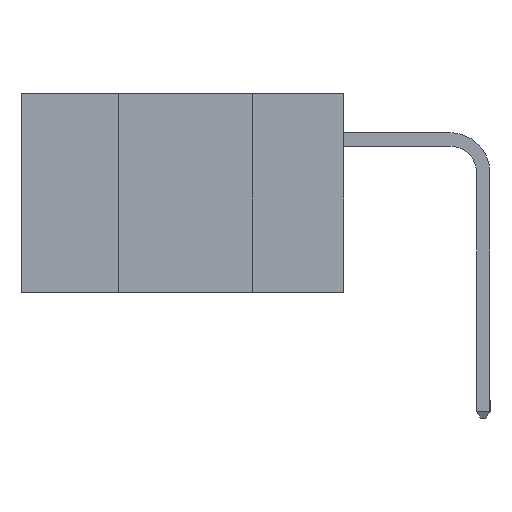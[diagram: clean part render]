
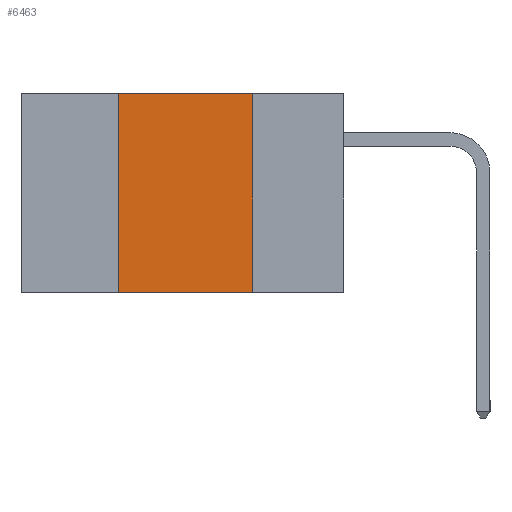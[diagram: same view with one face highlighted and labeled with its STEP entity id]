
A CAD part, left-side view. The second image highlights one B-rep face of the part: STEP entity #6463.
In plain terms, the highlighted planar face has unit normal (-1, 0, 0).
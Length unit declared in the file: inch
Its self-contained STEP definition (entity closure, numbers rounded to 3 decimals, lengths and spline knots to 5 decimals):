
#93 = ORIENTED_EDGE ( 'NONE', *, *, #134, .T. ) ;
#105 = VERTEX_POINT ( 'NONE', #742 ) ;
#134 = EDGE_CURVE ( 'NONE', #5949, #105, #497, .T. ) ;
#149 = CARTESIAN_POINT ( 'NONE',  ( 0., 0.42, -0.37 ) ) ;
#207 = ORIENTED_EDGE ( 'NONE', *, *, #2560, .F. ) ;
#319 = VECTOR ( 'NONE', #700, 39.37008 ) ;
#497 = LINE ( 'NONE', #2278, #2902 ) ;
#678 = ORIENTED_EDGE ( 'NONE', *, *, #9192, .F. ) ;
#700 = DIRECTION ( 'NONE',  ( 0., 0., -1. ) ) ;
#742 = CARTESIAN_POINT ( 'NONE',  ( 0., 0.17, -0.37 ) ) ;
#822 = ORIENTED_EDGE ( 'NONE', *, *, #9497, .F. ) ;
#878 = VERTEX_POINT ( 'NONE', #8375 ) ;
#894 = DIRECTION ( 'NONE',  ( 0., -1., 0. ) ) ;
#1671 = FACE_OUTER_BOUND ( 'NONE', #6614, .T. ) ;
#2278 = CARTESIAN_POINT ( 'NONE',  ( 0., 0.6, -0.37 ) ) ;
#2560 = EDGE_CURVE ( 'NONE', #5949, #878, #5587, .T. ) ;
#2656 = DIRECTION ( 'NONE',  ( 0., -1., 0. ) ) ;
#2902 = VECTOR ( 'NONE', #894, 39.37008 ) ;
#3295 = DIRECTION ( 'NONE',  ( 0., 0., 1. ) ) ;
#3306 = CARTESIAN_POINT ( 'NONE',  ( 0., 0.42, -0.37 ) ) ;
#3675 = CARTESIAN_POINT ( 'NONE',  ( 0., 0.6, 0. ) ) ;
#4567 = DIRECTION ( 'NONE',  ( 1., 0., 0. ) ) ;
#5398 = VERTEX_POINT ( 'NONE', #9759 ) ;
#5587 = LINE ( 'NONE', #3306, #8088 ) ;
#5949 = VERTEX_POINT ( 'NONE', #149 ) ;
#6284 = VECTOR ( 'NONE', #2656, 39.37008 ) ;
#6463 = ADVANCED_FACE ( 'NONE', ( #1671 ), #8768, .F. ) ;
#6614 = EDGE_LOOP ( 'NONE', ( #822, #678, #207, #93 ) ) ;
#6839 = CARTESIAN_POINT ( 'NONE',  ( 0., 0.17, -0.37 ) ) ;
#7293 = LINE ( 'NONE', #6839, #319 ) ;
#7815 = CARTESIAN_POINT ( 'NONE',  ( 0., 0.6, 0. ) ) ;
#8088 = VECTOR ( 'NONE', #3295, 39.37008 ) ;
#8375 = CARTESIAN_POINT ( 'NONE',  ( 0., 0.42, 0. ) ) ;
#8768 = PLANE ( 'NONE',  #8786 ) ;
#8786 = AXIS2_PLACEMENT_3D ( 'NONE', #3675, #4567, #10436 ) ;
#9192 = EDGE_CURVE ( 'NONE', #878, #5398, #10451, .T. ) ;
#9497 = EDGE_CURVE ( 'NONE', #5398, #105, #7293, .T. ) ;
#9759 = CARTESIAN_POINT ( 'NONE',  ( 0., 0.17, 0. ) ) ;
#10436 = DIRECTION ( 'NONE',  ( 0., 0., -1. ) ) ;
#10451 = LINE ( 'NONE', #7815, #6284 ) ;
